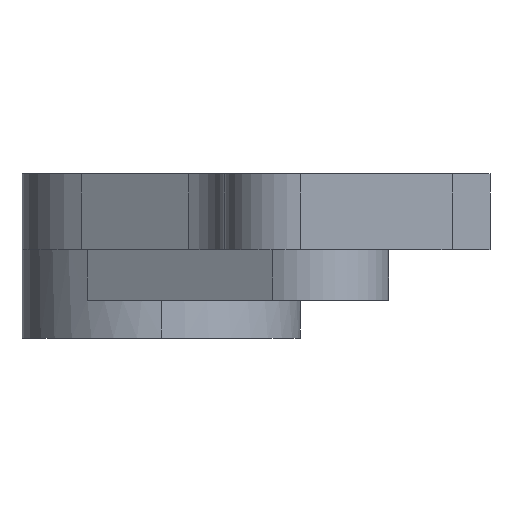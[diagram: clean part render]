
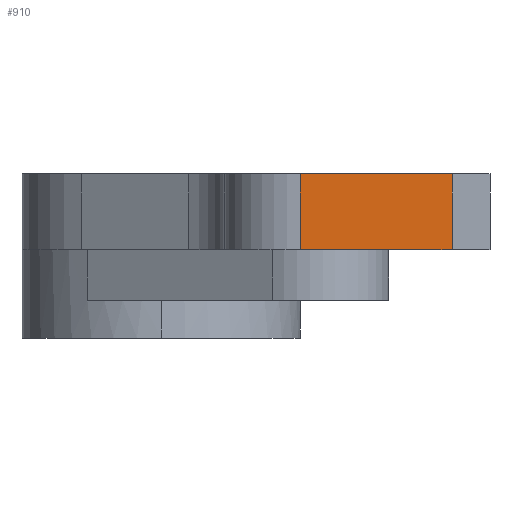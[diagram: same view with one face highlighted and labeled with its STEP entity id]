
A CAD part, left-side view. The second image highlights one B-rep face of the part: STEP entity #910.
In plain terms, the highlighted planar face has unit normal (-1, 0, 0).
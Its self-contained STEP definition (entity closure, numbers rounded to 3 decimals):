
#57 = EDGE_LOOP ( 'NONE', ( #74, #641, #1331, #1282 ) ) ;
#74 = ORIENTED_EDGE ( 'NONE', *, *, #137, .T. ) ;
#123 = DIRECTION ( 'NONE',  ( 0., 0., -1. ) ) ;
#128 = VECTOR ( 'NONE', #1339, 1000. ) ;
#137 = EDGE_CURVE ( 'NONE', #1527, #1414, #951, .T. ) ;
#155 = CARTESIAN_POINT ( 'NONE',  ( 0., 17., 0. ) ) ;
#172 = EDGE_CURVE ( 'NONE', #608, #1527, #1700, .T. ) ;
#173 = CARTESIAN_POINT ( 'NONE',  ( 0., -1.5, -3. ) ) ;
#183 = DIRECTION ( 'NONE',  ( 0., 0., -1. ) ) ;
#278 = CARTESIAN_POINT ( 'NONE',  ( 0., 0., 0. ) ) ;
#297 = PLANE ( 'NONE',  #1449 ) ;
#344 = VECTOR ( 'NONE', #1580, 1000. ) ;
#356 = VECTOR ( 'NONE', #655, 1000. ) ;
#486 = CARTESIAN_POINT ( 'NONE',  ( 0., 6., -6. ) ) ;
#554 = DIRECTION ( 'NONE',  ( 1., 0., 0. ) ) ;
#608 = VERTEX_POINT ( 'NONE', #486 ) ;
#641 = ORIENTED_EDGE ( 'NONE', *, *, #1614, .T. ) ;
#655 = DIRECTION ( 'NONE',  ( 0., 0., 1. ) ) ;
#824 = CARTESIAN_POINT ( 'NONE',  ( 0., 0., -3. ) ) ;
#910 = ADVANCED_FACE ( 'NONE', ( #1372 ), #297, .F. ) ;
#916 = VERTEX_POINT ( 'NONE', #1094 ) ;
#921 = CARTESIAN_POINT ( 'NONE',  ( 0., 17., -6. ) ) ;
#951 = LINE ( 'NONE', #278, #356 ) ;
#1094 = CARTESIAN_POINT ( 'NONE',  ( 0., 6., -3. ) ) ;
#1142 = LINE ( 'NONE', #1434, #1637 ) ;
#1282 = ORIENTED_EDGE ( 'NONE', *, *, #172, .T. ) ;
#1296 = CARTESIAN_POINT ( 'NONE',  ( 0., 0., -6. ) ) ;
#1331 = ORIENTED_EDGE ( 'NONE', *, *, #1530, .T. ) ;
#1339 = DIRECTION ( 'NONE',  ( 0., 1., 0. ) ) ;
#1372 = FACE_OUTER_BOUND ( 'NONE', #57, .T. ) ;
#1414 = VERTEX_POINT ( 'NONE', #824 ) ;
#1434 = CARTESIAN_POINT ( 'NONE',  ( 0., 6., 0. ) ) ;
#1449 = AXIS2_PLACEMENT_3D ( 'NONE', #155, #554, #183 ) ;
#1527 = VERTEX_POINT ( 'NONE', #1296 ) ;
#1530 = EDGE_CURVE ( 'NONE', #916, #608, #1142, .T. ) ;
#1580 = DIRECTION ( 'NONE',  ( 0., -1., 0. ) ) ;
#1614 = EDGE_CURVE ( 'NONE', #1414, #916, #1677, .T. ) ;
#1637 = VECTOR ( 'NONE', #123, 1000. ) ;
#1677 = LINE ( 'NONE', #173, #128 ) ;
#1700 = LINE ( 'NONE', #921, #344 ) ;
